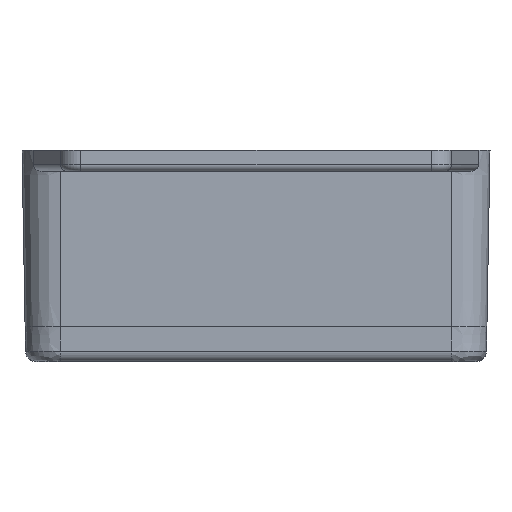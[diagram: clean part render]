
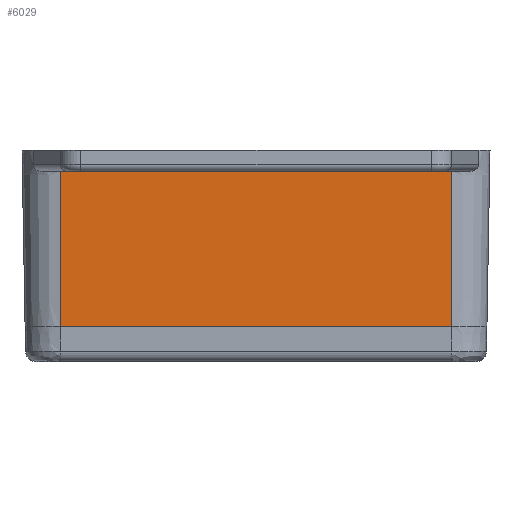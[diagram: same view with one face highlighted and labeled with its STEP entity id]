
A CAD part, front view. The second image highlights one B-rep face of the part: STEP entity #6029.
In plain terms, the highlighted planar face has unit normal (0, -1, -0.018).
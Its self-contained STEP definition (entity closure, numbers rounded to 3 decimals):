
#6029 = ADVANCED_FACE ( 'NONE', ( #12381 ), #12368, .T. ) ;
#6030 = VERTEX_POINT ( 'NONE', #12364 ) ;
#6031 = ORIENTED_EDGE ( 'NONE', *, *, #6046, .F. ) ;
#6032 = EDGE_CURVE ( 'NONE', #6043, #6034, #12427, .T. ) ;
#6034 = VERTEX_POINT ( 'NONE', #12429 ) ;
#6035 = ORIENTED_EDGE ( 'NONE', *, *, #6032, .T. ) ;
#6043 = VERTEX_POINT ( 'NONE', #12428 ) ;
#6044 = VERTEX_POINT ( 'NONE', #12410 ) ;
#6045 = EDGE_LOOP ( 'NONE', ( #6031, #6035, #6048, #6098 ) ) ;
#6046 = EDGE_CURVE ( 'NONE', #6043, #6044, #12407, .T. ) ;
#6048 = ORIENTED_EDGE ( 'NONE', *, *, #6093, .F. ) ;
#6093 = EDGE_CURVE ( 'NONE', #6030, #6034, #12505, .T. ) ;
#6094 = EDGE_CURVE ( 'NONE', #6044, #6030, #12526, .T. ) ;
#6098 = ORIENTED_EDGE ( 'NONE', *, *, #6094, .F. ) ;
#12364 = CARTESIAN_POINT ( 'NONE',  ( -335.826, 2139.189, -1. ) ) ;
#12368 = PLANE ( 'NONE',  #12369 ) ;
#12369 = AXIS2_PLACEMENT_3D ( 'NONE', #12426, #12425, #12424 ) ;
#12381 = FACE_OUTER_BOUND ( 'NONE', #6045, .T. ) ;
#12399 = CARTESIAN_POINT ( 'NONE',  ( -391.326, 2138.805, 21. ) ) ;
#12407 = LINE ( 'NONE', #12399, #12452 ) ;
#12410 = CARTESIAN_POINT ( 'NONE',  ( -335.826, 2138.805, 21. ) ) ;
#12420 = DIRECTION ( 'NONE',  ( 0., 0.017, -1. ) ) ;
#12421 = VECTOR ( 'NONE', #12420, 1000. ) ;
#12422 = CARTESIAN_POINT ( 'NONE',  ( -391.326, 2139.189, -1. ) ) ;
#12424 = DIRECTION ( 'NONE',  ( 0., 0.017, -1. ) ) ;
#12425 = DIRECTION ( 'NONE',  ( 0., -1., -0.017 ) ) ;
#12426 = CARTESIAN_POINT ( 'NONE',  ( -391.326, 2139.189, -1. ) ) ;
#12427 = LINE ( 'NONE', #12422, #12421 ) ;
#12428 = CARTESIAN_POINT ( 'NONE',  ( -391.326, 2138.805, 21. ) ) ;
#12429 = CARTESIAN_POINT ( 'NONE',  ( -391.326, 2139.189, -1. ) ) ;
#12451 = DIRECTION ( 'NONE',  ( 1., 0., 0. ) ) ;
#12452 = VECTOR ( 'NONE', #12451, 1000. ) ;
#12503 = VECTOR ( 'NONE', #12527, 1000. ) ;
#12504 = CARTESIAN_POINT ( 'NONE',  ( -391.326, 2139.189, -1. ) ) ;
#12505 = LINE ( 'NONE', #12504, #12503 ) ;
#12523 = DIRECTION ( 'NONE',  ( 0., 0.017, -1. ) ) ;
#12524 = VECTOR ( 'NONE', #12523, 1000. ) ;
#12525 = CARTESIAN_POINT ( 'NONE',  ( -335.826, 2139.189, -1. ) ) ;
#12526 = LINE ( 'NONE', #12525, #12524 ) ;
#12527 = DIRECTION ( 'NONE',  ( -1., 0., 0. ) ) ;
